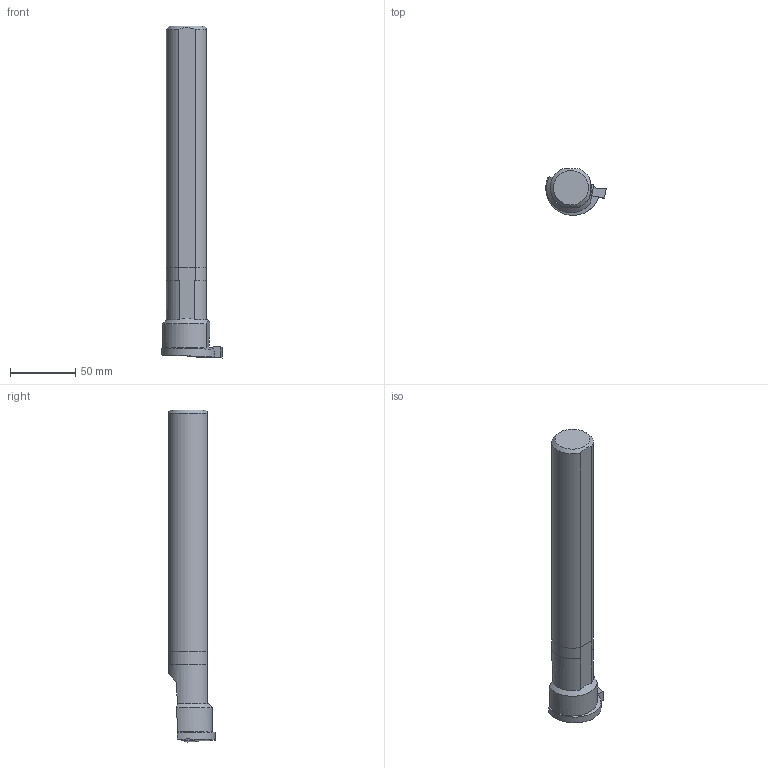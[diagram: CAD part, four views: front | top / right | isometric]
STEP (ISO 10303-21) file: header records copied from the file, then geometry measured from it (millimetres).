
FILE_DESCRIPTION(/* description */ (''),/* implementation_level */ '2;1');
FILE_NAME(/* name */ 'CNL0012510-26AHD.stp',/* time_stamp */ '2018-03-29T15:40:08+05:00',/* author */ (''),/* organization */ (''),/* preprocessor_version */ 'ST-DEVELOPER v16',/* originating_system */ 'SIEMENS PLM Software NX 11.0',/* authorisation */ '');
FILE_SCHEMA (('AUTOMOTIVE_DESIGN { 1 0 10303 214 3 1 1 1 }'));
Length unit declared in the file: millimetre
Products named in the file (1): CNL0012510-26AHD
Bounding box: 46.3 x 35.36 x 254.5 mm (x, y, z)
Volume: 188814.8 mm3; surface area: 29584.5 mm2
Topology: 3 solids, 3 shells, 48 faces, 126 edges, 84 vertices
Faces by surface type: plane 32, cylinder 12, cone 4
Entity records: 1577 total; most frequent: CARTESIAN_POINT 325, ORIENTED_EDGE 248, DIRECTION 245, EDGE_CURVE 124, VERTEX_POINT 83, AXIS2_PLACEMENT_3D 83, LINE 79, VECTOR 79
